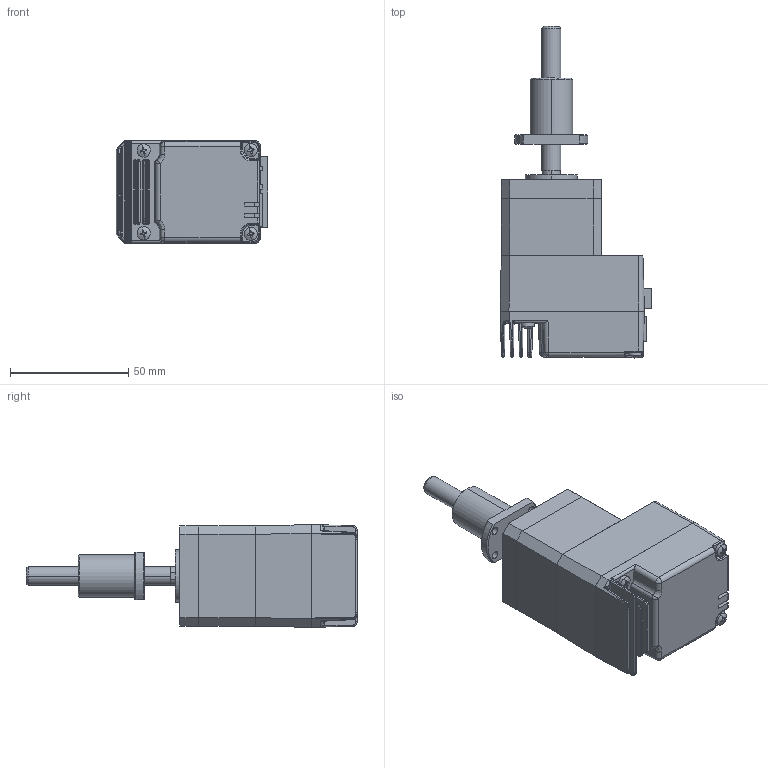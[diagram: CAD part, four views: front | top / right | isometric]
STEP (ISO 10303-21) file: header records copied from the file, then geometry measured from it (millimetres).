
FILE_DESCRIPTION (( 'STEP AP203' ), '1' );
FILE_NAME ('TSM17Q-2RG-B0808-65-FF1-0.STEP', '2021-10-08T06:01:04', ( '' ), ( '' ), 'SwSTEP 2.0', 'SolidWorks 2018', '' );
FILE_SCHEMA (( 'CONFIG_CONTROL_DESIGN' ));
Length unit declared in the file: millimetre
Products named in the file (1): TSM17Q-2RG-B0808-65-FF1-0
Bounding box: 64.11 x 140.37 x 43.53 mm (x, y, z)
Surface area: 33432.8 mm2 (no closed solid volume)
Topology: 0 solids, 23 shells, 462 faces, 1498 edges, 1045 vertices
Faces by surface type: plane 258, cylinder 128, bspline 54, cone 14, sphere 8
Entity records: 18714 total; most frequent: CARTESIAN_POINT 6005, DIRECTION 2488, ORIENTED_EDGE 2460, EDGE_CURVE 1494, VERTEX_POINT 1045, VECTOR 964, LINE 964, AXIS2_PLACEMENT_3D 762
